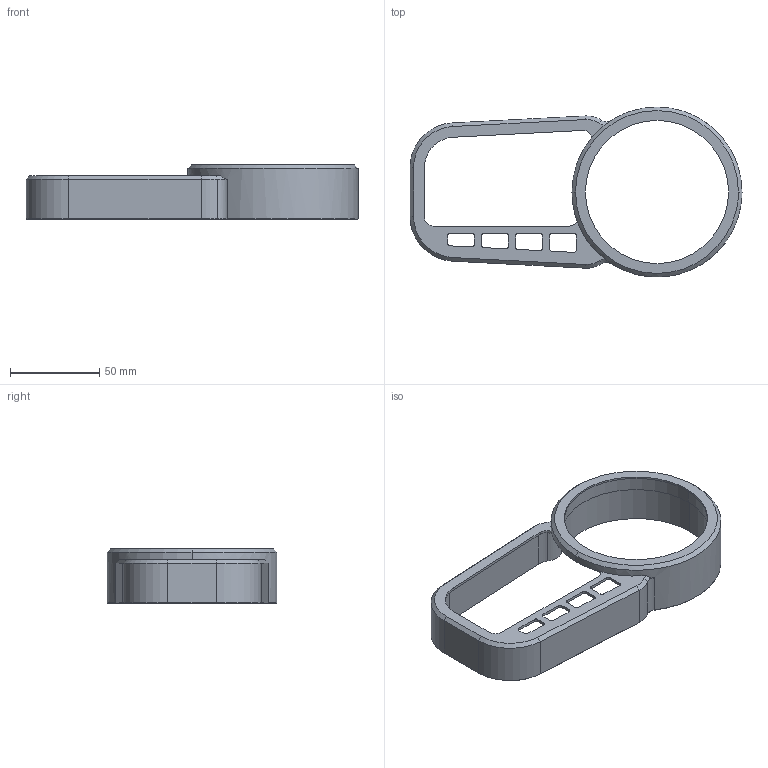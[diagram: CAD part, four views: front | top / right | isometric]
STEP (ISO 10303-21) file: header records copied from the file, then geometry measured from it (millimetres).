
FILE_DESCRIPTION(('CATIA V5 STEP Exchange'),'2;1');
FILE_NAME('Oberteil_prototyp02_2012_01_16.stp','2012-01-16T18:32:46+00:00',('none'),('none'),'CATIA Version 5 Release 19 SP 9 (IN-10)','CATIA V5 STEP AP203','none');
FILE_SCHEMA(('CONFIG_CONTROL_DESIGN'));
Length unit declared in the file: millimetre
Products named in the file (1): Gehaeuse Oberseite
Bounding box: 185.5 x 94.98 x 30.3 mm (x, y, z)
Volume: 70276.7 mm3; surface area: 36214.8 mm2
Topology: 1 solids, 1 shells, 143 faces, 379 edges, 229 vertices
Faces by surface type: cylinder 66, plane 39, cone 38
Entity records: 4200 total; most frequent: CARTESIAN_POINT 789, ORIENTED_EDGE 718, DIRECTION 611, EDGE_CURVE 359, AXIS2_PLACEMENT_3D 289, VERTEX_POINT 229, VECTOR 189, LINE 189
